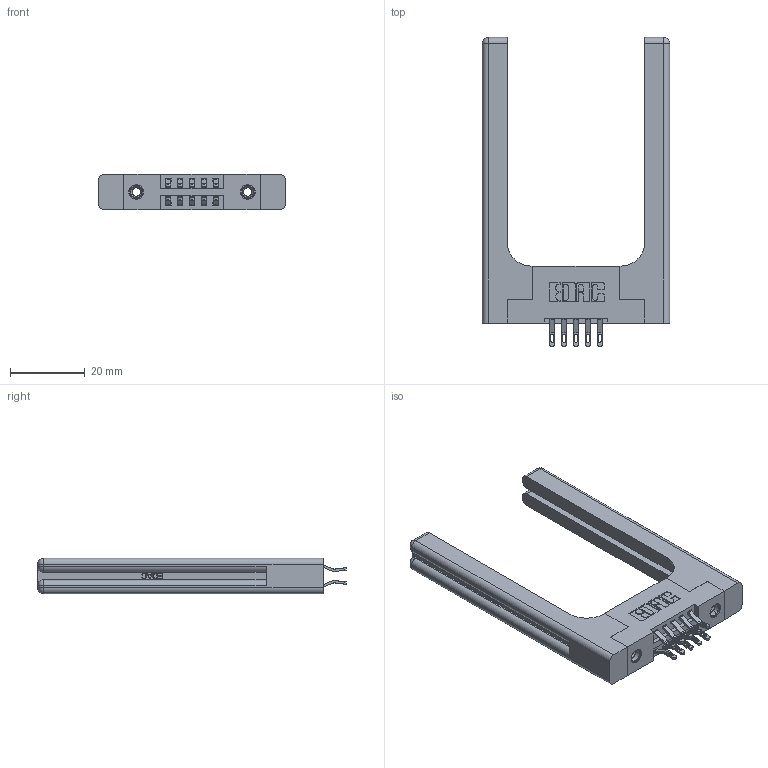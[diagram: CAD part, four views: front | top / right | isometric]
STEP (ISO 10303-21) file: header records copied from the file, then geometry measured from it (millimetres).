
FILE_DESCRIPTION (( 'STEP AP203' ), '1' );
FILE_NAME ('346-010-555-258.STEP', '2022-05-17T17:50:04', ( '' ), ( '' ), 'SwSTEP 2.0', 'SolidWorks 2020', '' );
FILE_SCHEMA (( 'CONFIG_CONTROL_DESIGN' ));
Length unit declared in the file: inch
Products named in the file (5): 346 Part_Flush Mounting Lugs - 0.156 Dia-TH; 346-220-058_345-220-058; 345-250-001_345-250-001-102; 345-292-001_555 Tail; 346-010-555-258
Assembly tree (15 placements, depth 2):
  346-010-555-258
    346 Part_Flush Mounting Lugs - 0.156 Dia-TH
    345-292-001_555 Tail  x10
    345-250-001_345-250-001-102  x2
    346-220-058_345-220-058  x2
Bounding box: 49.94 x 82.42 x 9.4 mm (x, y, z)
Volume: 12087.2 mm3; surface area: 10842.5 mm2
Topology: 15 solids, 15 shells, 972 faces, 2861 edges, 1886 vertices
Faces by surface type: plane 568, cylinder 344, bspline 36, cone 12, sphere 8, torus 4
Entity records: 14168 total; most frequent: CARTESIAN_POINT 3433, ORIENTED_EDGE 2132, DIRECTION 1978, EDGE_CURVE 1066, LINE 802, VECTOR 802, VERTEX_POINT 702, AXIS2_PLACEMENT_3D 588
